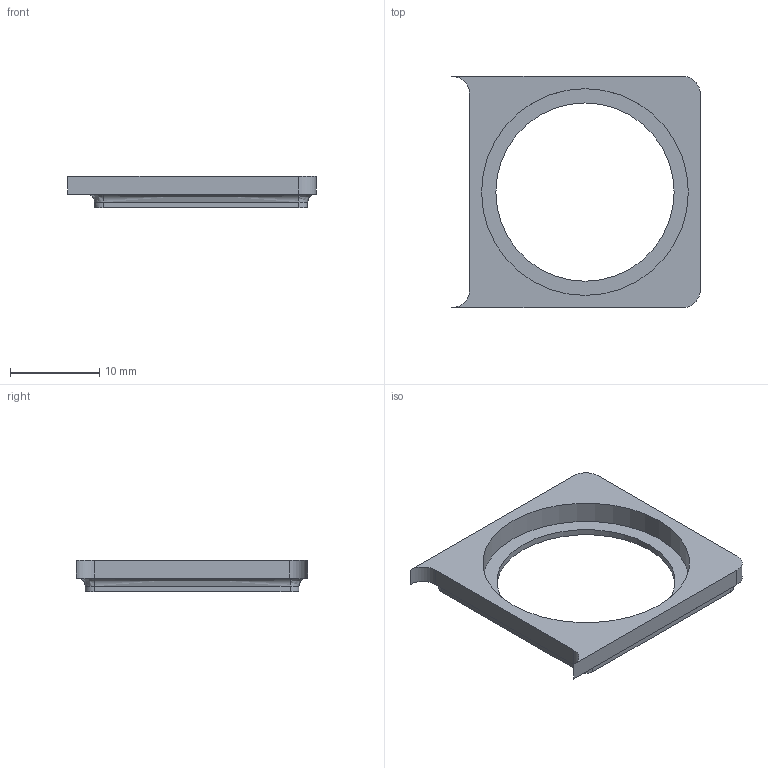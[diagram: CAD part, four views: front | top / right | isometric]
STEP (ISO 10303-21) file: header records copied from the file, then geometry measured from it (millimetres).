
FILE_DESCRIPTION(/* description */ (''),/* implementation_level */ '2;1');
FILE_NAME(/* name */ '',/* time_stamp */ '2023-10-07T22:03:55+08:00',/* author */ (''),/* organization */ (''),/* preprocessor_version */ 'ST-DEVELOPER v20',/* originating_system */ 'Autodesk Translation Framework v12.9.0.99',/* authorisation */ '');
FILE_SCHEMA (('AUTOMOTIVE_DESIGN { 1 0 10303 214 3 1 1 }'));
Length unit declared in the file: millimetre
Products named in the file (1): Fusion 零部件
Bounding box: 27.88 x 25.97 x 3.5 mm (x, y, z)
Volume: 821.6 mm3; surface area: 1286.7 mm2
Topology: 1 solids, 1 shells, 32 faces, 73 edges, 46 vertices
Faces by surface type: plane 13, cylinder 11, bspline 8
Full cylindrical faces by diameter (mm): 20 x1, 22.5 x1, 23.2 x1
Entity records: 1160 total; most frequent: CARTESIAN_POINT 456, ORIENTED_EDGE 146, DIRECTION 117, EDGE_CURVE 73, VERTEX_POINT 46, AXIS2_PLACEMENT_3D 43, EDGE_LOOP 37, FACE_OUTER_BOUND 32
